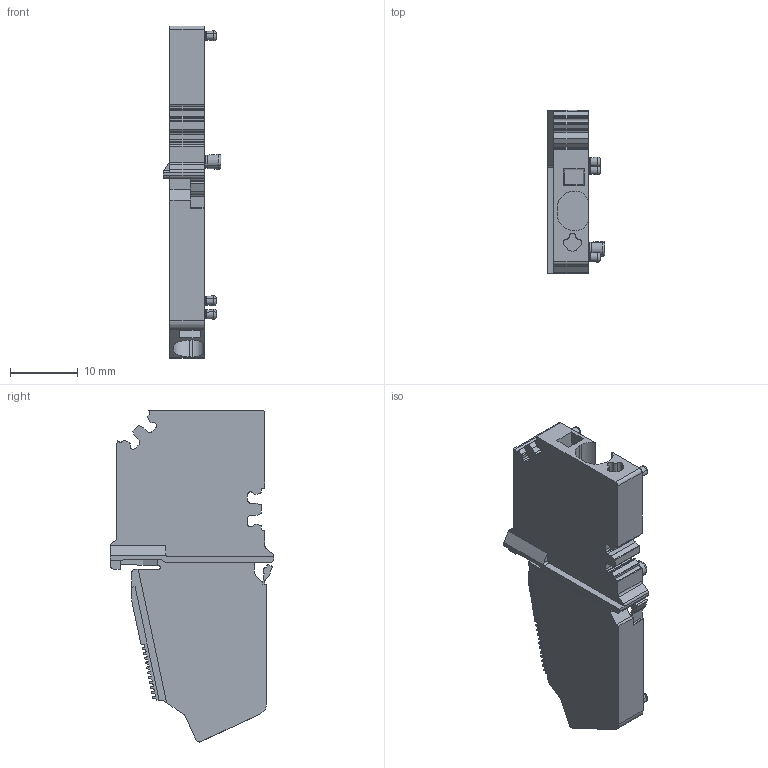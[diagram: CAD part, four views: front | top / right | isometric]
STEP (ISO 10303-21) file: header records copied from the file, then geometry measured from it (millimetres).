
FILE_DESCRIPTION(('CATIA V5 STEP Exchange','CAx-IF Rec.Pracs.--- Model Styling and Organization---1.2---2011-12-15'),'2;1');
FILE_NAME ('D1450614_0', '2018-12-03T15:33:18+00:00', ('none'), ('Weidmueller'), 'CATIA Version 5-6 Release 2014', 'CATIA V5 STEP AP214', 'none');
FILE_SCHEMA(('AUTOMOTIVE_DESIGN { 1 0 10303 214 1 1 1 1 }'));
Length unit declared in the file: millimetre
Products named in the file (1): 1288470000
Bounding box: 8.53 x 24.2 x 49.13 mm (x, y, z)
Volume: 4031.7 mm3; surface area: 3147.5 mm2
Topology: 1 solids, 1 shells, 382 faces, 1080 edges, 709 vertices
Faces by surface type: plane 215, cylinder 135, cone 22, torus 10
Entity records: 11870 total; most frequent: ORIENTED_EDGE 2160, CARTESIAN_POINT 2147, DIRECTION 1750, EDGE_CURVE 1080, VECTOR 760, LINE 760, VERTEX_POINT 709, AXIS2_PLACEMENT_3D 652
